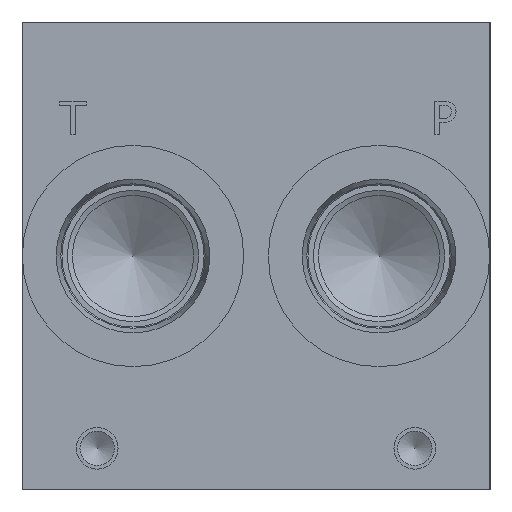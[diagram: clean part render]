
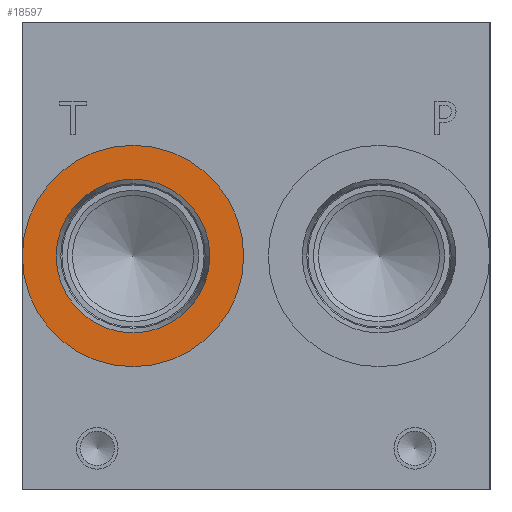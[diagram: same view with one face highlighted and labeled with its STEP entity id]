
A CAD part, left-side view. The second image highlights one B-rep face of the part: STEP entity #18597.
In plain terms, the highlighted planar face has unit normal (-1, 0, 0).
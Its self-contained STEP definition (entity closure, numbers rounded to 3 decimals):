
#741=CIRCLE('',#19643,21.019);
#742=CIRCLE('',#19644,21.019);
#743=CIRCLE('',#19646,14.592);
#744=CIRCLE('',#19647,14.592);
#1546=FACE_BOUND('',#3503,.T.);
#2413=FACE_OUTER_BOUND('',#3502,.T.);
#3502=EDGE_LOOP('',(#15736,#15737));
#3503=EDGE_LOOP('',(#15738,#15739));
#8523=VERTEX_POINT('',#31566);
#8524=VERTEX_POINT('',#31568);
#8525=VERTEX_POINT('',#31572);
#8526=VERTEX_POINT('',#31573);
#11020=EDGE_CURVE('',#8523,#8524,#741,.T.);
#11021=EDGE_CURVE('',#8524,#8523,#742,.T.);
#11022=EDGE_CURVE('',#8525,#8526,#743,.T.);
#11023=EDGE_CURVE('',#8526,#8525,#744,.T.);
#15736=ORIENTED_EDGE('',*,*,#11021,.F.);
#15737=ORIENTED_EDGE('',*,*,#11020,.F.);
#15738=ORIENTED_EDGE('',*,*,#11022,.T.);
#15739=ORIENTED_EDGE('',*,*,#11023,.T.);
#17122=PLANE('',#19645);
#18597=ADVANCED_FACE('',(#2413,#1546),#17122,.F.);
#19643=AXIS2_PLACEMENT_3D('',#31569,#23307,#23308);
#19644=AXIS2_PLACEMENT_3D('',#31570,#23309,#23310);
#19645=AXIS2_PLACEMENT_3D('',#31571,#23311,#23312);
#19646=AXIS2_PLACEMENT_3D('',#31574,#23313,#23314);
#19647=AXIS2_PLACEMENT_3D('',#31575,#23315,#23316);
#23307=DIRECTION('center_axis',(1.,0.,0.));
#23308=DIRECTION('ref_axis',(0.,0.,-1.));
#23309=DIRECTION('center_axis',(1.,0.,0.));
#23310=DIRECTION('ref_axis',(0.,0.,-1.));
#23311=DIRECTION('center_axis',(1.,0.,0.));
#23312=DIRECTION('ref_axis',(0.,0.,-1.));
#23313=DIRECTION('center_axis',(1.,0.,0.));
#23314=DIRECTION('ref_axis',(0.,0.,-1.));
#23315=DIRECTION('center_axis',(1.,0.,0.));
#23316=DIRECTION('ref_axis',(0.,0.,-1.));
#31566=CARTESIAN_POINT('',(0.787,67.818,23.432));
#31568=CARTESIAN_POINT('',(0.787,67.818,65.469));
#31569=CARTESIAN_POINT('Origin',(0.787,67.818,44.45));
#31570=CARTESIAN_POINT('Origin',(0.787,67.818,44.45));
#31571=CARTESIAN_POINT('Origin',(0.787,67.818,59.042));
#31572=CARTESIAN_POINT('',(0.787,67.818,59.042));
#31573=CARTESIAN_POINT('',(0.787,67.818,29.858));
#31574=CARTESIAN_POINT('Origin',(0.787,67.818,44.45));
#31575=CARTESIAN_POINT('Origin',(0.787,67.818,44.45));
